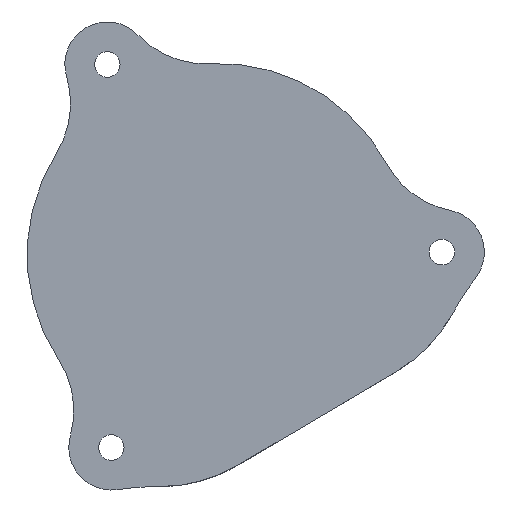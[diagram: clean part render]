
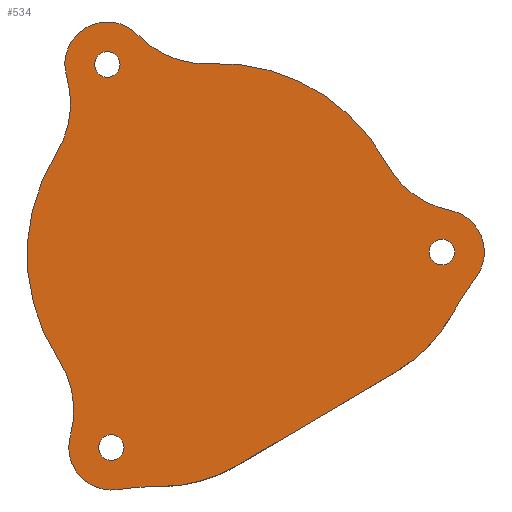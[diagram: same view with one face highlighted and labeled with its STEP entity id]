
A CAD part, front view. The second image highlights one B-rep face of the part: STEP entity #534.
In plain terms, the highlighted planar face has unit normal (0, -1, 0).
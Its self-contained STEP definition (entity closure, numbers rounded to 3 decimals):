
#19=FACE_BOUND('',#125,.T.);
#20=FACE_BOUND('',#126,.T.);
#21=FACE_BOUND('',#127,.T.);
#28=PLANE('',#613);
#49=CIRCLE('',#575,39.5);
#50=CIRCLE('',#577,18.);
#51=CIRCLE('',#579,39.5);
#52=CIRCLE('',#581,18.);
#55=CIRCLE('',#590,5.);
#56=CIRCLE('',#592,11.);
#57=CIRCLE('',#594,22.5);
#58=CIRCLE('',#596,11.);
#59=CIRCLE('',#598,5.);
#60=CIRCLE('',#600,11.);
#61=CIRCLE('',#602,22.5);
#62=CIRCLE('',#604,11.);
#63=CIRCLE('',#606,5.);
#64=CIRCLE('',#608,1.5);
#65=CIRCLE('',#610,1.5);
#66=CIRCLE('',#612,1.5);
#93=FACE_OUTER_BOUND('',#124,.T.);
#124=EDGE_LOOP('',(#471,#472,#473,#474,#475,#476,#477,#478,#479,#480,#481,
#482,#483,#484));
#125=EDGE_LOOP('',(#485));
#126=EDGE_LOOP('',(#486));
#127=EDGE_LOOP('',(#487));
#146=LINE('',#924,#180);
#180=VECTOR('',#702,10.);
#234=VERTEX_POINT('',#901);
#235=VERTEX_POINT('',#902);
#236=VERTEX_POINT('',#907);
#237=VERTEX_POINT('',#911);
#238=VERTEX_POINT('',#913);
#239=VERTEX_POINT('',#917);
#243=VERTEX_POINT('',#938);
#244=VERTEX_POINT('',#942);
#245=VERTEX_POINT('',#946);
#246=VERTEX_POINT('',#950);
#247=VERTEX_POINT('',#954);
#248=VERTEX_POINT('',#958);
#249=VERTEX_POINT('',#962);
#250=VERTEX_POINT('',#966);
#251=VERTEX_POINT('',#972);
#252=VERTEX_POINT('',#976);
#253=VERTEX_POINT('',#980);
#290=EDGE_CURVE('',#234,#235,#49,.T.);
#293=EDGE_CURVE('',#235,#236,#50,.T.);
#296=EDGE_CURVE('',#237,#238,#51,.T.);
#299=EDGE_CURVE('',#239,#237,#52,.T.);
#302=EDGE_CURVE('',#236,#239,#146,.T.);
#309=EDGE_CURVE('',#238,#243,#55,.T.);
#311=EDGE_CURVE('',#243,#244,#56,.T.);
#313=EDGE_CURVE('',#244,#245,#57,.T.);
#315=EDGE_CURVE('',#245,#246,#58,.T.);
#317=EDGE_CURVE('',#246,#247,#59,.T.);
#319=EDGE_CURVE('',#247,#248,#60,.T.);
#321=EDGE_CURVE('',#248,#249,#61,.T.);
#323=EDGE_CURVE('',#249,#250,#62,.T.);
#325=EDGE_CURVE('',#250,#234,#63,.T.);
#327=EDGE_CURVE('',#251,#251,#64,.T.);
#329=EDGE_CURVE('',#252,#252,#65,.T.);
#331=EDGE_CURVE('',#253,#253,#66,.T.);
#471=ORIENTED_EDGE('',*,*,#299,.F.);
#472=ORIENTED_EDGE('',*,*,#302,.F.);
#473=ORIENTED_EDGE('',*,*,#293,.F.);
#474=ORIENTED_EDGE('',*,*,#290,.F.);
#475=ORIENTED_EDGE('',*,*,#325,.F.);
#476=ORIENTED_EDGE('',*,*,#323,.F.);
#477=ORIENTED_EDGE('',*,*,#321,.F.);
#478=ORIENTED_EDGE('',*,*,#319,.F.);
#479=ORIENTED_EDGE('',*,*,#317,.F.);
#480=ORIENTED_EDGE('',*,*,#315,.F.);
#481=ORIENTED_EDGE('',*,*,#313,.F.);
#482=ORIENTED_EDGE('',*,*,#311,.F.);
#483=ORIENTED_EDGE('',*,*,#309,.F.);
#484=ORIENTED_EDGE('',*,*,#296,.F.);
#485=ORIENTED_EDGE('',*,*,#331,.F.);
#486=ORIENTED_EDGE('',*,*,#329,.F.);
#487=ORIENTED_EDGE('',*,*,#327,.F.);
#534=ADVANCED_FACE('',(#93,#19,#20,#21),#28,.F.);
#575=AXIS2_PLACEMENT_3D('',#903,#678,#679);
#577=AXIS2_PLACEMENT_3D('',#908,#684,#685);
#579=AXIS2_PLACEMENT_3D('',#914,#690,#691);
#581=AXIS2_PLACEMENT_3D('',#919,#696,#697);
#590=AXIS2_PLACEMENT_3D('',#939,#721,#722);
#592=AXIS2_PLACEMENT_3D('',#943,#726,#727);
#594=AXIS2_PLACEMENT_3D('',#947,#731,#732);
#596=AXIS2_PLACEMENT_3D('',#951,#736,#737);
#598=AXIS2_PLACEMENT_3D('',#955,#741,#742);
#600=AXIS2_PLACEMENT_3D('',#959,#746,#747);
#602=AXIS2_PLACEMENT_3D('',#963,#751,#752);
#604=AXIS2_PLACEMENT_3D('',#967,#756,#757);
#606=AXIS2_PLACEMENT_3D('',#970,#761,#762);
#608=AXIS2_PLACEMENT_3D('',#974,#766,#767);
#610=AXIS2_PLACEMENT_3D('',#978,#771,#772);
#612=AXIS2_PLACEMENT_3D('',#982,#776,#777);
#613=AXIS2_PLACEMENT_3D('',#983,#778,#779);
#678=DIRECTION('center_axis',(0.,-1.,0.));
#679=DIRECTION('ref_axis',(-0.84,0.,0.543));
#684=DIRECTION('center_axis',(0.,1.,0.));
#685=DIRECTION('ref_axis',(0.948,0.,-0.319));
#690=DIRECTION('center_axis',(0.,-1.,0.));
#691=DIRECTION('ref_axis',(-0.071,0.,0.997));
#696=DIRECTION('center_axis',(0.,1.,0.));
#697=DIRECTION('ref_axis',(-0.177,0.,-0.984));
#702=DIRECTION('',(-0.861,0.,-0.509));
#721=DIRECTION('center_axis',(0.,1.,0.));
#722=DIRECTION('ref_axis',(1.,0.,0.));
#726=DIRECTION('center_axis',(0.,-1.,0.));
#727=DIRECTION('ref_axis',(0.988,0.,0.153));
#731=DIRECTION('center_axis',(0.,1.,0.));
#732=DIRECTION('ref_axis',(1.,0.,0.));
#736=DIRECTION('center_axis',(0.,-1.,0.));
#737=DIRECTION('ref_axis',(0.991,0.,-0.133));
#741=DIRECTION('center_axis',(0.,1.,0.));
#742=DIRECTION('ref_axis',(1.,0.,0.));
#746=DIRECTION('center_axis',(0.,-1.,0.));
#747=DIRECTION('ref_axis',(-0.371,0.,-0.929));
#751=DIRECTION('center_axis',(0.,1.,0.));
#752=DIRECTION('ref_axis',(1.,0.,0.));
#756=DIRECTION('center_axis',(0.,-1.,0.));
#757=DIRECTION('ref_axis',(-0.593,0.,-0.805));
#761=DIRECTION('center_axis',(0.,1.,0.));
#762=DIRECTION('ref_axis',(1.,0.,0.));
#766=DIRECTION('center_axis',(0.,-1.,0.));
#767=DIRECTION('ref_axis',(1.,0.,0.));
#771=DIRECTION('center_axis',(0.,-1.,0.));
#772=DIRECTION('ref_axis',(1.,0.,0.));
#776=DIRECTION('center_axis',(0.,-1.,0.));
#777=DIRECTION('ref_axis',(1.,0.,0.));
#778=DIRECTION('center_axis',(0.,1.,0.));
#779=DIRECTION('ref_axis',(1.,0.,0.));
#901=CARTESIAN_POINT('',(49.313,0.,54.318));
#902=CARTESIAN_POINT('',(46.511,0.,49.981));
#903=CARTESIAN_POINT('Origin',(81.017,0.,30.756));
#907=CARTESIAN_POINT('',(39.947,0.,43.247));
#908=CARTESIAN_POINT('Origin',(30.786,0.,58.741));
#911=CARTESIAN_POINT('',(12.23,0.,29.712));
#913=CARTESIAN_POINT('',(7.079,0.,29.346));
#914=CARTESIAN_POINT('Origin',(12.444,0.,-9.788));
#917=CARTESIAN_POINT('',(21.293,0.,32.217));
#919=CARTESIAN_POINT('Origin',(12.132,0.,47.712));
#924=CARTESIAN_POINT('',(50.07,0.,49.232));
#938=CARTESIAN_POINT('',(1.586,0.,35.649));
#939=CARTESIAN_POINT('Origin',(6.4,0.,34.3));
#942=CARTESIAN_POINT('',(0.19,0.,44.654));
#943=CARTESIAN_POINT('Origin',(-9.006,0.,38.618));
#946=CARTESIAN_POINT('',(-0.071,0.,68.939));
#947=CARTESIAN_POINT('Origin',(19.,0.,57.));
#950=CARTESIAN_POINT('',(1.14,0.,77.939));
#951=CARTESIAN_POINT('Origin',(-9.395,0.,74.776));
#954=CARTESIAN_POINT('',(9.534,0.,82.842));
#955=CARTESIAN_POINT('Origin',(5.929,0.,79.377));
#958=CARTESIAN_POINT('',(17.969,0.,79.476));
#959=CARTESIAN_POINT('Origin',(17.465,0.,90.465));
#962=CARTESIAN_POINT('',(38.772,0.,67.739));
#963=CARTESIAN_POINT('Origin',(19.,0.,57.));
#966=CARTESIAN_POINT('',(46.281,0.,62.203));
#967=CARTESIAN_POINT('Origin',(48.438,0.,72.989));
#970=CARTESIAN_POINT('Origin',(45.3,0.,57.3));
#972=CARTESIAN_POINT('',(43.8,0.,57.3));
#974=CARTESIAN_POINT('Origin',(45.3,0.,57.3));
#976=CARTESIAN_POINT('',(4.9,0.,34.3));
#978=CARTESIAN_POINT('Origin',(6.4,0.,34.3));
#980=CARTESIAN_POINT('',(4.429,0.,79.377));
#982=CARTESIAN_POINT('Origin',(5.929,0.,79.377));
#983=CARTESIAN_POINT('Origin',(23.4,0.,56.839));
